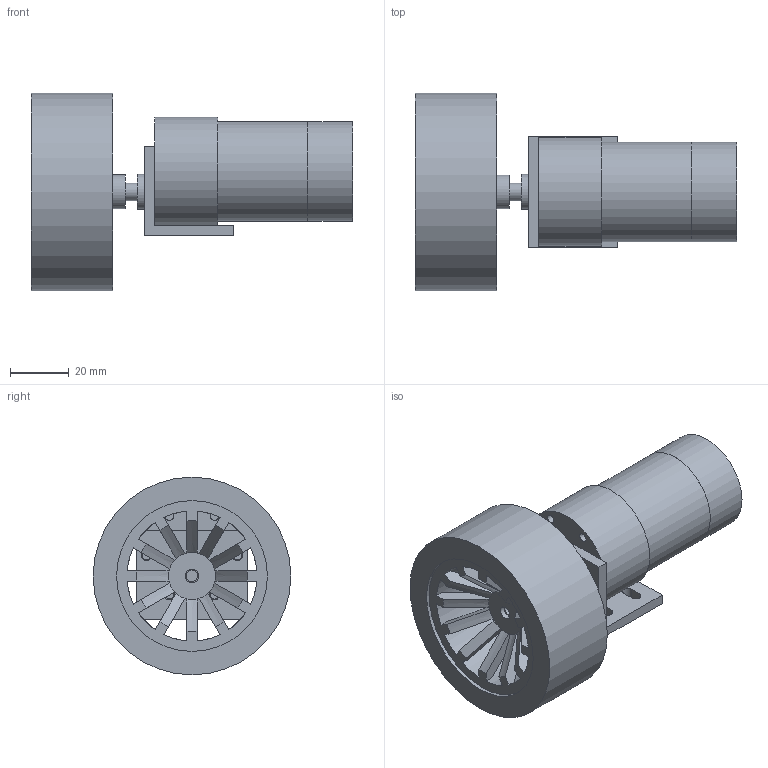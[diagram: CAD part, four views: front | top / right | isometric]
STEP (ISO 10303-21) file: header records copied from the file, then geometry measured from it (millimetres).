
FILE_DESCRIPTION(/* description */ (''),/* implementation_level */ '2;1');
FILE_NAME(/* name */ 'motor assembly_v5.step',/* time_stamp */ '2023-05-19T17:36:04+02:00',/* author */ (''),/* organization */ (''),/* preprocessor_version */ 'ST-DEVELOPER v19.2',/* originating_system */ 'Autodesk Translation Framework v12.4.0.73',/* authorisation */ '');
FILE_SCHEMA (('AUTOMOTIVE_DESIGN { 1 0 10303 214 3 1 1 }'));
Length unit declared in the file: millimetre
Products named in the file (7): motor assembly; Motor; Component1; Component1 (1); wheel mockup v3; hub; Wheel
Assembly tree (6 placements, depth 3):
  motor assembly
    Motor
    Component1
    Component1 (1)
    wheel mockup v3
      hub
      Wheel
Bounding box: 109.65 x 67.5 x 67.5 mm (x, y, z)
Volume: 132556.1 mm3; surface area: 43000.3 mm2
Topology: 5 solids, 5 shells, 144 faces, 405 edges, 262 vertices
Faces by surface type: plane 87, cylinder 33, cone 24
Full cylindrical faces by diameter (mm): 3 x6, 3.5 x4, 4 x1, 4.5 x1, 6 x2, 11.5 x1, 12 x1, 13 x1, 16 x1, 33.98 x1, 34 x1, 37 x1, 44.5 x1, 51.5 x2, 67.5 x1
Entity records: 4968 total; most frequent: CARTESIAN_POINT 920, DIRECTION 821, ORIENTED_EDGE 810, EDGE_CURVE 405, AXIS2_PLACEMENT_3D 307, VERTEX_POINT 262, LINE 207, VECTOR 207
